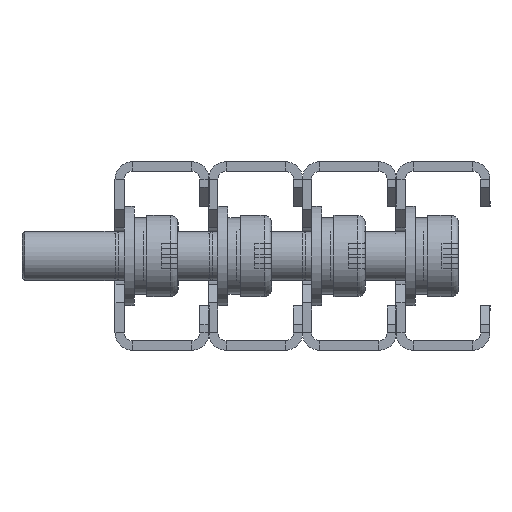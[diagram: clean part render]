
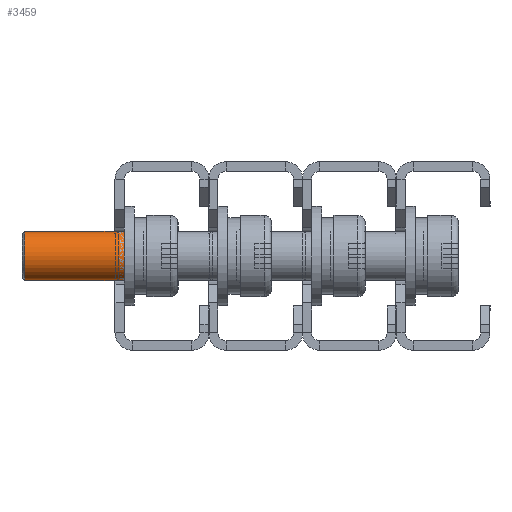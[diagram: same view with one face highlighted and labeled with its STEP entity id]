
A CAD part, left-side view. The second image highlights one B-rep face of the part: STEP entity #3459.
In plain terms, the highlighted cylindrical face has radius 4 mm (diameter 8 mm), a partial arc.
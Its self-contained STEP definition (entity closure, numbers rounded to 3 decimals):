
#280 = VECTOR ( 'NONE', #9416, 1000. ) ;
#422 = CIRCLE ( 'NONE', #2219, 4. ) ;
#433 = LINE ( 'NONE', #2385, #280 ) ;
#718 = EDGE_CURVE ( '������7', #9852, #11473, #1530, .T. ) ;
#993 = CARTESIAN_POINT ( 'NONE',  ( 5.6, 0., -4. ) ) ;
#1151 = DIRECTION ( 'NONE',  ( -1., 0., 0. ) ) ;
#1530 = CIRCLE ( 'NONE', #2557, 4. ) ;
#1639 = LINE ( 'NONE', #7344, #2496 ) ;
#2219 = AXIS2_PLACEMENT_3D ( 'NONE', #10091, #9247, #5487 ) ;
#2385 = CARTESIAN_POINT ( 'NONE',  ( -31.75, 0., -4. ) ) ;
#2496 = VECTOR ( 'NONE', #1151, 1000. ) ;
#2557 = AXIS2_PLACEMENT_3D ( 'NONE', #3772, #4628, #9035 ) ;
#3331 = AXIS2_PLACEMENT_3D ( 'NONE', #9237, #6461, #11104 ) ;
#3403 = EDGE_CURVE ( 'NONE', #9852, #5623, #1639, .T. ) ;
#3459 = ADVANCED_FACE ( '�����3', ( #5168 ), #10095, .T. ) ;
#3772 = CARTESIAN_POINT ( 'NONE',  ( 24.537, 0., 0. ) ) ;
#4063 = CARTESIAN_POINT ( 'NONE',  ( 24.537, 0., 4. ) ) ;
#4592 = ORIENTED_EDGE ( 'NONE', *, *, #9066, .T. ) ;
#4628 = DIRECTION ( 'NONE',  ( -1., 0., 0. ) ) ;
#4787 = ORIENTED_EDGE ( 'NONE', *, *, #3403, .F. ) ;
#5168 = FACE_OUTER_BOUND ( 'NONE', #10143, .T. ) ;
#5487 = DIRECTION ( 'NONE',  ( 0., 0., -1. ) ) ;
#5570 = CARTESIAN_POINT ( 'NONE',  ( 24.537, 0., -4. ) ) ;
#5623 = VERTEX_POINT ( 'NONE', #8353 ) ;
#6429 = ORIENTED_EDGE ( 'NONE', *, *, #718, .T. ) ;
#6461 = DIRECTION ( 'NONE',  ( -1., 0., 0. ) ) ;
#6883 = VERTEX_POINT ( 'NONE', #993 ) ;
#7344 = CARTESIAN_POINT ( 'NONE',  ( -31.75, 0., 4. ) ) ;
#7904 = ORIENTED_EDGE ( 'NONE', *, *, #8687, .T. ) ;
#8353 = CARTESIAN_POINT ( 'NONE',  ( 5.6, 0., 4. ) ) ;
#8687 = EDGE_CURVE ( 'NONE', #11473, #6883, #433, .T. ) ;
#9035 = DIRECTION ( 'NONE',  ( 0., 0., 1. ) ) ;
#9066 = EDGE_CURVE ( '������14', #6883, #5623, #422, .T. ) ;
#9237 = CARTESIAN_POINT ( 'NONE',  ( -31.75, 0., 0. ) ) ;
#9247 = DIRECTION ( 'NONE',  ( 1., 0., 0. ) ) ;
#9416 = DIRECTION ( 'NONE',  ( -1., 0., 0. ) ) ;
#9852 = VERTEX_POINT ( 'NONE', #4063 ) ;
#10091 = CARTESIAN_POINT ( 'NONE',  ( 5.6, 0., 0. ) ) ;
#10095 = CYLINDRICAL_SURFACE ( 'NONE', #3331, 4. ) ;
#10143 = EDGE_LOOP ( 'NONE', ( #6429, #7904, #4592, #4787 ) ) ;
#11104 = DIRECTION ( 'NONE',  ( 0., 0., 1. ) ) ;
#11473 = VERTEX_POINT ( 'NONE', #5570 ) ;
